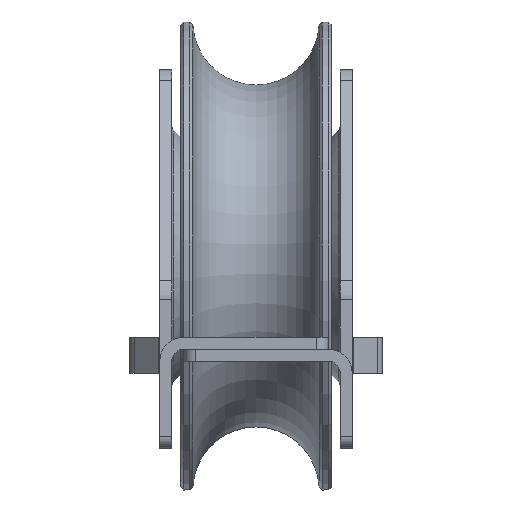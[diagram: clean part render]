
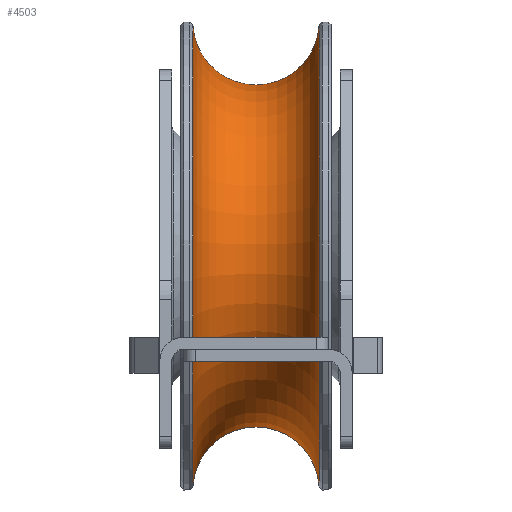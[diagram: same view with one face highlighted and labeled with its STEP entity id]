
A CAD part, left-side view. The second image highlights one B-rep face of the part: STEP entity #4503.
In plain terms, the highlighted toroidal (fillet/blend) face has major radius 39 mm and minor radius 10.5 mm.
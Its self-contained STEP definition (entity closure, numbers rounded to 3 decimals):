
#215=TOROIDAL_SURFACE('',#4788,39.,10.5);
#496=FACE_OUTER_BOUND('',#728,.T.);
#728=EDGE_LOOP('',(#3232,#3233,#3234,#3235,#3236,#3237));
#1744=CIRCLE('',#4756,38.501);
#1745=CIRCLE('',#4757,38.501);
#1752=CIRCLE('',#4770,38.501);
#1753=CIRCLE('',#4771,38.501);
#1764=CIRCLE('',#4789,10.5);
#2025=VERTEX_POINT('',#6696);
#2026=VERTEX_POINT('',#6698);
#2033=VERTEX_POINT('',#6723);
#2034=VERTEX_POINT('',#6725);
#2498=EDGE_CURVE('',#2025,#2026,#1744,.T.);
#2499=EDGE_CURVE('',#2026,#2025,#1745,.T.);
#2511=EDGE_CURVE('',#2033,#2034,#1752,.T.);
#2512=EDGE_CURVE('',#2034,#2033,#1753,.T.);
#2526=EDGE_CURVE('',#2034,#2026,#1764,.T.);
#3232=ORIENTED_EDGE('',*,*,#2511,.F.);
#3233=ORIENTED_EDGE('',*,*,#2512,.F.);
#3234=ORIENTED_EDGE('',*,*,#2526,.T.);
#3235=ORIENTED_EDGE('',*,*,#2498,.F.);
#3236=ORIENTED_EDGE('',*,*,#2499,.F.);
#3237=ORIENTED_EDGE('',*,*,#2526,.F.);
#4503=ADVANCED_FACE('',(#496),#215,.F.);
#4756=AXIS2_PLACEMENT_3D('',#6699,#5298,#5299);
#4757=AXIS2_PLACEMENT_3D('',#6700,#5300,#5301);
#4770=AXIS2_PLACEMENT_3D('',#6726,#5331,#5332);
#4771=AXIS2_PLACEMENT_3D('',#6727,#5333,#5334);
#4788=AXIS2_PLACEMENT_3D('',#6757,#5370,#5371);
#4789=AXIS2_PLACEMENT_3D('',#6758,#5372,#5373);
#5298=DIRECTION('center_axis',(0.,1.,0.));
#5299=DIRECTION('ref_axis',(-0.961,0.,-0.277));
#5300=DIRECTION('center_axis',(0.,1.,0.));
#5301=DIRECTION('ref_axis',(-0.961,0.,-0.277));
#5331=DIRECTION('center_axis',(0.,-1.,0.));
#5332=DIRECTION('ref_axis',(-0.961,0.,-0.277));
#5333=DIRECTION('center_axis',(0.,-1.,0.));
#5334=DIRECTION('ref_axis',(-0.961,0.,-0.277));
#5370=DIRECTION('center_axis',(0.,-1.,0.));
#5371=DIRECTION('ref_axis',(0.961,0.,0.277));
#5372=DIRECTION('center_axis',(-0.277,0.,0.961));
#5373=DIRECTION('ref_axis',(-0.961,0.,-0.277));
#6696=CARTESIAN_POINT('',(36.997,10.488,10.653));
#6698=CARTESIAN_POINT('',(-36.997,10.488,-10.653));
#6699=CARTESIAN_POINT('Origin',(0.,10.488,0.));
#6700=CARTESIAN_POINT('Origin',(0.,10.488,0.));
#6723=CARTESIAN_POINT('',(36.997,-10.488,10.653));
#6725=CARTESIAN_POINT('',(-36.997,-10.488,-10.653));
#6726=CARTESIAN_POINT('Origin',(0.,-10.488,0.));
#6727=CARTESIAN_POINT('Origin',(0.,-10.488,0.));
#6757=CARTESIAN_POINT('Origin',(0.,0.,0.));
#6758=CARTESIAN_POINT('Origin',(-37.477,0.,-10.791));
